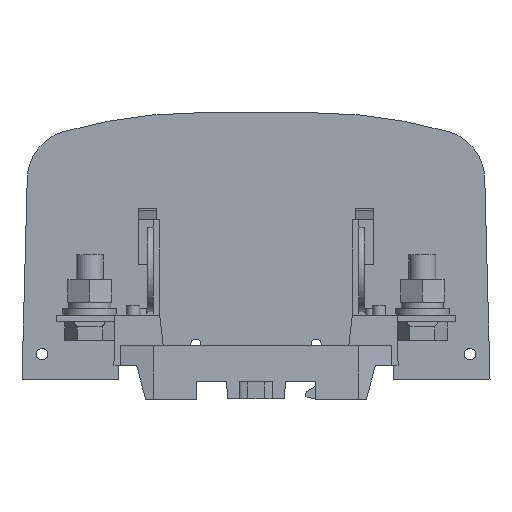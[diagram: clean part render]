
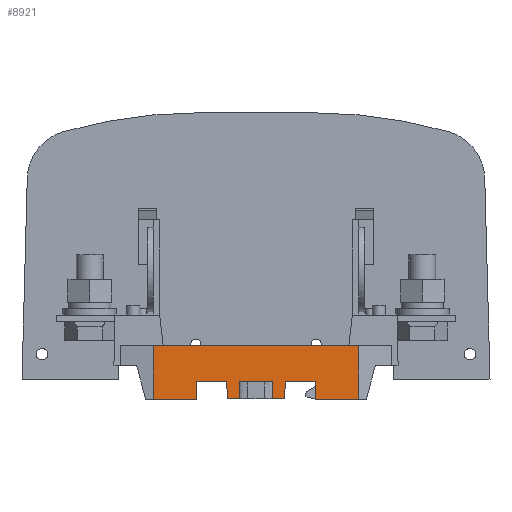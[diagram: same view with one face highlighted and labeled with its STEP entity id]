
A CAD part, left-side view. The second image highlights one B-rep face of the part: STEP entity #8921.
In plain terms, the highlighted planar face has unit normal (-1, 0, 0.018).
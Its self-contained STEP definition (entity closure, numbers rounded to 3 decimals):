
#7148=FACE_OUTER_BOUND('',#14129,.T.);
#8921=ADVANCED_FACE('',(#7148),#10723,.T.);
#10723=PLANE('',#43506);
#14129=EDGE_LOOP('',(#20184,#20185,#20186,#20187,#20188,#20189,#20190,#20191,
#20192,#20193,#20194,#20195,#20196,#20197,#20198,#20199));
#20184=ORIENTED_EDGE('',*,*,#29412,.F.);
#20185=ORIENTED_EDGE('',*,*,#30444,.T.);
#20186=ORIENTED_EDGE('',*,*,#32013,.F.);
#20187=ORIENTED_EDGE('',*,*,#31259,.T.);
#20188=ORIENTED_EDGE('',*,*,#31196,.T.);
#20189=ORIENTED_EDGE('',*,*,#31193,.T.);
#20190=ORIENTED_EDGE('',*,*,#30000,.F.);
#20191=ORIENTED_EDGE('',*,*,#31008,.F.);
#20192=ORIENTED_EDGE('',*,*,#30982,.T.);
#20193=ORIENTED_EDGE('',*,*,#30977,.T.);
#20194=ORIENTED_EDGE('',*,*,#29990,.F.);
#20195=ORIENTED_EDGE('',*,*,#31172,.F.);
#20196=ORIENTED_EDGE('',*,*,#31156,.T.);
#20197=ORIENTED_EDGE('',*,*,#31310,.F.);
#20198=ORIENTED_EDGE('',*,*,#31858,.F.);
#20199=ORIENTED_EDGE('',*,*,#32014,.T.);
#25992=VERTEX_POINT('',#55420);
#25993=VERTEX_POINT('',#55422);
#26532=VERTEX_POINT('',#56896);
#26533=VERTEX_POINT('',#56898);
#26542=VERTEX_POINT('',#56916);
#26543=VERTEX_POINT('',#56918);
#26818=VERTEX_POINT('',#57972);
#27145=VERTEX_POINT('',#59123);
#27148=VERTEX_POINT('',#59130);
#27262=VERTEX_POINT('',#59526);
#27263=VERTEX_POINT('',#59528);
#27277=VERTEX_POINT('',#59630);
#27278=VERTEX_POINT('',#59634);
#27318=VERTEX_POINT('',#59767);
#27346=VERTEX_POINT('',#59865);
#27689=VERTEX_POINT('',#61094);
#29412=EDGE_CURVE('',#25992,#25993,#34572,.T.);
#29990=EDGE_CURVE('',#26532,#26533,#34966,.T.);
#30000=EDGE_CURVE('',#26542,#26543,#34974,.T.);
#30444=EDGE_CURVE('',#25992,#26818,#35374,.T.);
#30977=EDGE_CURVE('',#27145,#26533,#35829,.T.);
#30982=EDGE_CURVE('',#27148,#27145,#35834,.T.);
#31008=EDGE_CURVE('',#27148,#26542,#35850,.T.);
#31156=EDGE_CURVE('',#27263,#27262,#35982,.T.);
#31172=EDGE_CURVE('',#27263,#26532,#35994,.T.);
#31193=EDGE_CURVE('',#27277,#26543,#36005,.T.);
#31196=EDGE_CURVE('',#27278,#27277,#36008,.T.);
#31259=EDGE_CURVE('',#27318,#27278,#36056,.T.);
#31310=EDGE_CURVE('',#27346,#27262,#36107,.T.);
#31858=EDGE_CURVE('',#27689,#27346,#36559,.T.);
#32013=EDGE_CURVE('',#27318,#26818,#36698,.T.);
#32014=EDGE_CURVE('',#27689,#25993,#36699,.T.);
#34572=LINE('',#55421,#38545);
#34966=LINE('',#56897,#38939);
#34974=LINE('',#56917,#38947);
#35374=LINE('',#57973,#39347);
#35829=LINE('',#59122,#39802);
#35834=LINE('',#59132,#39807);
#35850=LINE('',#59202,#39823);
#35982=LINE('',#59527,#39955);
#35994=LINE('',#59569,#39967);
#36005=LINE('',#59629,#39978);
#36008=LINE('',#59635,#39981);
#36056=LINE('',#59766,#40029);
#36107=LINE('',#59866,#40080);
#36559=LINE('',#61095,#40532);
#36698=LINE('',#61418,#40671);
#36699=LINE('',#61419,#40672);
#38545=VECTOR('',#45367,1.);
#38939=VECTOR('',#46187,1.);
#38947=VECTOR('',#46199,1.);
#39347=VECTOR('',#46947,1.);
#39802=VECTOR('',#47902,1.);
#39807=VECTOR('',#47909,1.);
#39823=VECTOR('',#47961,1.);
#39955=VECTOR('',#48211,1.);
#39967=VECTOR('',#48239,1.);
#39978=VECTOR('',#48280,1.);
#39981=VECTOR('',#48285,1.);
#40029=VECTOR('',#48405,1.);
#40080=VECTOR('',#48496,1.);
#40532=VECTOR('',#49464,1.);
#40671=VECTOR('',#49745,1.);
#40672=VECTOR('',#49746,1.);
#43506=AXIS2_PLACEMENT_3D('',#61420,#49747,#49748);
#45367=DIRECTION('',(0.,-1.,0.));
#46187=DIRECTION('',(0.,1.,0.));
#46199=DIRECTION('',(0.,1.,0.));
#46947=DIRECTION('',(-0.017,0.001,-1.));
#47902=DIRECTION('',(-0.017,-0.009,-1.));
#47909=DIRECTION('',(0.,-1.,0.));
#47961=DIRECTION('',(-0.017,0.009,-1.));
#48211=DIRECTION('',(0.,-1.,0.));
#48239=DIRECTION('',(-0.017,0.009,-1.));
#48280=DIRECTION('',(-0.017,-0.009,-1.));
#48285=DIRECTION('',(0.,-1.,0.));
#48405=DIRECTION('',(0.017,-0.009,1.));
#48496=DIRECTION('',(0.017,0.009,1.));
#49464=DIRECTION('',(0.,1.,0.));
#49745=DIRECTION('',(0.,1.,0.));
#49746=DIRECTION('',(0.017,0.001,1.));
#49747=DIRECTION('',(-1.,0.,0.017));
#49748=DIRECTION('',(0.,1.,0.));
#55420=CARTESIAN_POINT('',(0.279,100.75,16.));
#55421=CARTESIAN_POINT('',(0.279,69.996,16.));
#55422=CARTESIAN_POINT('',(0.279,39.25,16.));
#56896=CARTESIAN_POINT('',(0.003,61.35,0.2));
#56897=CARTESIAN_POINT('',(0.003,61.35,0.2));
#56898=CARTESIAN_POINT('',(0.003,65.,0.2));
#56916=CARTESIAN_POINT('',(0.003,75.,0.2));
#56917=CARTESIAN_POINT('',(0.003,75.496,0.2));
#56918=CARTESIAN_POINT('',(0.003,78.65,0.2));
#57972=CARTESIAN_POINT('',(0.,100.765,0.));
#57973=CARTESIAN_POINT('',(0.219,100.753,12.524));
#59122=CARTESIAN_POINT('',(0.077,65.037,4.409));
#59123=CARTESIAN_POINT('',(0.094,65.045,5.4));
#59130=CARTESIAN_POINT('',(0.094,74.955,5.4));
#59132=CARTESIAN_POINT('',(0.094,73.963,5.4));
#59202=CARTESIAN_POINT('',(0.077,74.963,4.409));
#59526=CARTESIAN_POINT('',(0.094,52.147,5.4));
#59527=CARTESIAN_POINT('',(0.094,61.305,5.4));
#59528=CARTESIAN_POINT('',(0.094,61.305,5.4));
#59569=CARTESIAN_POINT('',(0.094,61.305,5.4));
#59629=CARTESIAN_POINT('',(0.094,78.695,5.4));
#59630=CARTESIAN_POINT('',(0.094,78.695,5.4));
#59634=CARTESIAN_POINT('',(0.094,87.853,5.4));
#59635=CARTESIAN_POINT('',(0.094,87.853,5.4));
#59766=CARTESIAN_POINT('',(0.02,87.89,1.134));
#59767=CARTESIAN_POINT('',(0.,87.9,0.));
#59865=CARTESIAN_POINT('',(0.,52.1,0.));
#59866=CARTESIAN_POINT('',(0.015,52.108,0.864));
#61094=CARTESIAN_POINT('',(0.,39.235,0.));
#61095=CARTESIAN_POINT('',(0.,42.225,0.));
#61418=CARTESIAN_POINT('',(0.,88.766,0.));
#61419=CARTESIAN_POINT('',(0.219,39.247,12.525));
#61420=CARTESIAN_POINT('',(0.,70.,0.));
